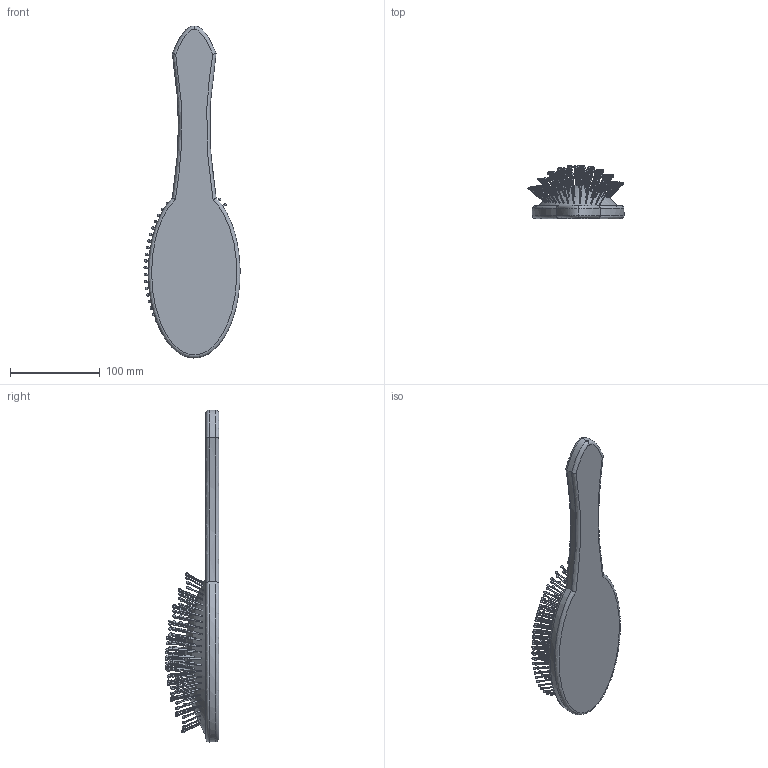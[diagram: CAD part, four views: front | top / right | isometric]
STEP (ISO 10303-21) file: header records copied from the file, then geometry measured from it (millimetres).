
FILE_DESCRIPTION(('FreeCAD Model'),'2;1');
FILE_NAME('Open CASCADE Shape Model','2025-04-29T13:51:56',('FreeCAD'),( 'FreeCAD'),'Open CASCADE STEP processor 7.6','FreeCAD','Unknown');
FILE_SCHEMA(('AUTOMOTIVE_DESIGN { 1 0 10303 214 1 1 1 1 }'));
Length unit declared in the file: millimetre
Products named in the file (1): Open CASCADE STEP translator 7.6 1
Bounding box: 107.2 x 60.08 x 370.64 mm (x, y, z)
Volume: 463856.6 mm3; surface area: 96803.9 mm2
Topology: 162 solids, 162 shells, 829 faces, 1664 edges, 840 vertices
Faces by surface type: bspline 829
Entity records: 25863 total; most frequent: CARTESIAN_POINT 17609, ORIENTED_EDGE 2688, EDGE_CURVE 1344, VERTEX_POINT 840, FACE_BOUND 830, EDGE_LOOP 830, ADVANCED_FACE 829, B_SPLINE_CURVE_WITH_KNOTS 382
